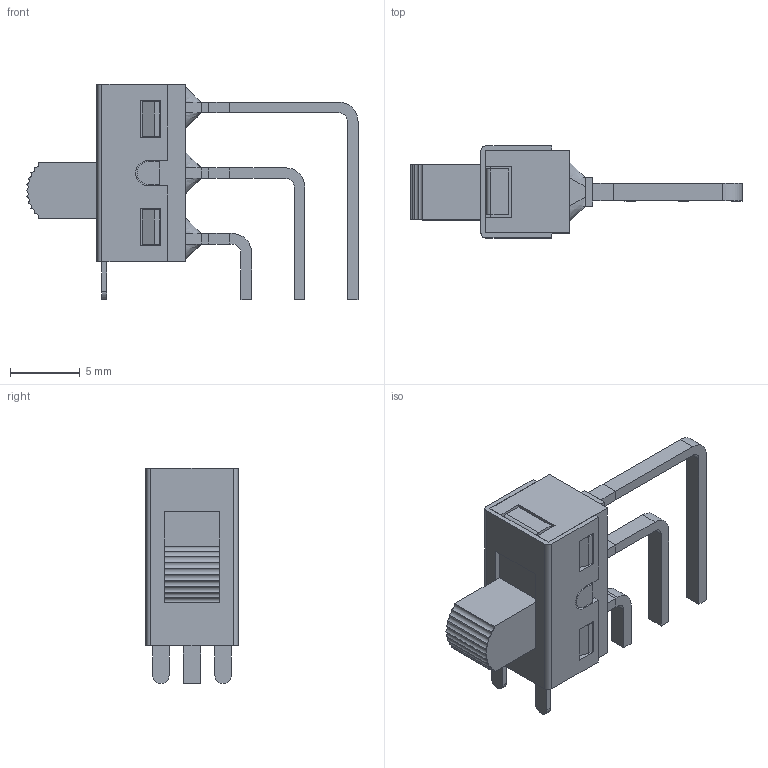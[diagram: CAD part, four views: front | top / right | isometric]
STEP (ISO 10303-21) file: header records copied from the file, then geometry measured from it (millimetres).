
FILE_DESCRIPTION((''),'2;1');
FILE_NAME('SW_C&K_1101M2S3AV2BE2.stp','2015-01-14T15:21:22',(''),(''),'Mechanical Desktop 2011','Mechanical Desktop 2011',', , ');
FILE_SCHEMA(('AUTOMOTIVE_DESIGN { 1 2 10303 214 1 1 1 1 }'));
Length unit declared in the file: millimetre
Products named in the file (1): Product
Bounding box: 23.78 x 6.6 x 15.4 mm (x, y, z)
Volume: 638.9 mm3; surface area: 1399.6 mm2
Topology: 23 solids, 23 shells, 258 faces, 644 edges, 460 vertices
Faces by surface type: plane 167, bspline 66, cylinder 25
Entity records: 7869 total; most frequent: CARTESIAN_POINT 2017, ORIENTED_EDGE 1096, DIRECTION 984, EDGE_CURVE 548, VECTOR 498, LINE 498, VERTEX_POINT 364, EDGE_LOOP 248
